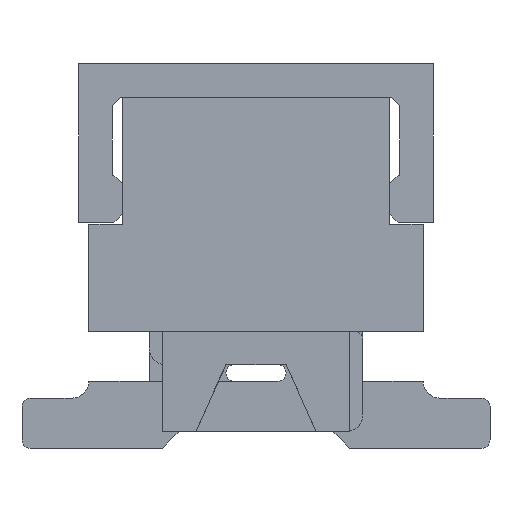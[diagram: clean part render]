
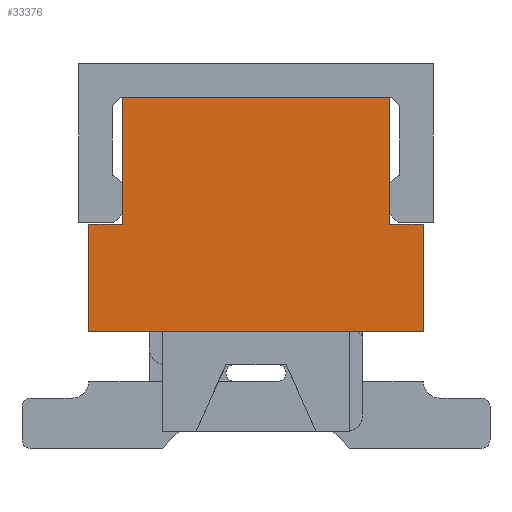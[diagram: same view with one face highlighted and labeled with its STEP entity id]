
A CAD part, left-side view. The second image highlights one B-rep face of the part: STEP entity #33376.
In plain terms, the highlighted face is planar.
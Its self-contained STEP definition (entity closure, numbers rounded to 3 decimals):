
#1190=PLANE('',#35950);
#10449=ORIENTED_EDGE('',*,*,#15507,.F.);
#10450=ORIENTED_EDGE('',*,*,#15686,.F.);
#10451=ORIENTED_EDGE('',*,*,#16326,.T.);
#10452=ORIENTED_EDGE('',*,*,#15627,.T.);
#10453=ORIENTED_EDGE('',*,*,#15502,.F.);
#10454=ORIENTED_EDGE('',*,*,#15720,.T.);
#10455=ORIENTED_EDGE('',*,*,#15716,.F.);
#10456=ORIENTED_EDGE('',*,*,#15718,.F.);
#15502=EDGE_CURVE('',#19271,#19272,#22872,.T.);
#15507=EDGE_CURVE('',#19276,#19274,#22877,.T.);
#15627=EDGE_CURVE('',#19356,#19272,#22996,.T.);
#15686=EDGE_CURVE('',#19398,#19276,#23051,.T.);
#15716=EDGE_CURVE('',#19420,#19409,#23078,.T.);
#15718=EDGE_CURVE('',#19274,#19420,#23080,.T.);
#15720=EDGE_CURVE('',#19271,#19409,#23082,.T.);
#16326=EDGE_CURVE('',#19398,#19356,#23688,.T.);
#19271=VERTEX_POINT('',#52622);
#19272=VERTEX_POINT('',#52624);
#19274=VERTEX_POINT('',#52629);
#19276=VERTEX_POINT('',#52633);
#19356=VERTEX_POINT('',#52855);
#19398=VERTEX_POINT('',#52960);
#19409=VERTEX_POINT('',#52994);
#19420=VERTEX_POINT('',#53015);
#22872=LINE('',#52623,#26998);
#22877=LINE('',#52634,#27003);
#22996=LINE('',#52854,#27122);
#23051=LINE('',#52961,#27177);
#23078=LINE('',#53016,#27204);
#23080=LINE('',#53019,#27206);
#23082=LINE('',#53022,#27208);
#23688=LINE('',#54158,#27814);
#26998=VECTOR('',#43043,1000.);
#27003=VECTOR('',#43050,1000.);
#27122=VECTOR('',#43213,1000.);
#27177=VECTOR('',#43286,1000.);
#27204=VECTOR('',#43325,1000.);
#27206=VECTOR('',#43329,1000.);
#27208=VECTOR('',#43333,1000.);
#27814=VECTOR('',#44443,1000.);
#29608=EDGE_LOOP('',(#10449,#10450,#10451,#10452,#10453,#10454,#10455,#10456));
#31310=FACE_BOUND('',#29608,.T.);
#33376=ADVANCED_FACE('',(#31310),#1190,.T.);
#35950=AXIS2_PLACEMENT_3D('',#54157,#44441,#44442);
#43043=DIRECTION('',(0.,1.,0.));
#43050=DIRECTION('',(0.,1.,0.));
#43213=DIRECTION('',(0.,0.,1.));
#43286=DIRECTION('',(0.,0.,1.));
#43325=DIRECTION('',(0.,1.,0.));
#43329=DIRECTION('',(0.,0.,1.));
#43333=DIRECTION('',(0.,0.,1.));
#44441=DIRECTION('',(1.,0.,0.));
#44442=DIRECTION('',(0.,0.,-1.));
#44443=DIRECTION('',(0.,1.,0.));
#52622=CARTESIAN_POINT('',(15.,2.,0.6));
#52623=CARTESIAN_POINT('',(15.,-2.5,0.6));
#52624=CARTESIAN_POINT('',(15.,2.5,0.6));
#52629=CARTESIAN_POINT('',(15.,-2.,0.6));
#52633=CARTESIAN_POINT('',(15.,-2.5,0.6));
#52634=CARTESIAN_POINT('',(15.,-2.5,0.6));
#52854=CARTESIAN_POINT('',(15.,2.5,-1.));
#52855=CARTESIAN_POINT('',(15.,2.5,-1.));
#52960=CARTESIAN_POINT('',(15.,-2.5,-1.));
#52961=CARTESIAN_POINT('',(15.,-2.5,-1.));
#52994=CARTESIAN_POINT('',(15.,2.,2.5));
#53015=CARTESIAN_POINT('',(15.,-2.,2.5));
#53016=CARTESIAN_POINT('',(15.,-2.,2.5));
#53019=CARTESIAN_POINT('',(15.,-2.,0.6));
#53022=CARTESIAN_POINT('',(15.,2.,0.6));
#54157=CARTESIAN_POINT('',(15.,-2.5,-1.));
#54158=CARTESIAN_POINT('',(15.,-2.5,-1.));
